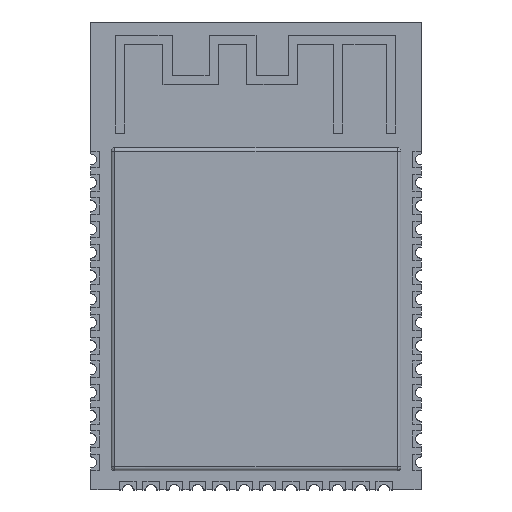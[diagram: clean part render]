
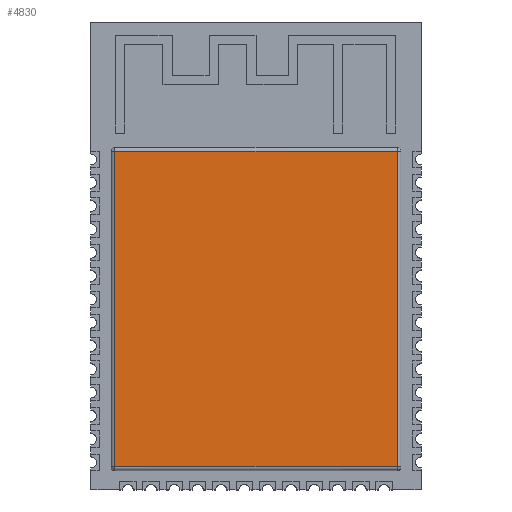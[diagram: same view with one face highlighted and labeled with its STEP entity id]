
A CAD part, top view. The second image highlights one B-rep face of the part: STEP entity #4830.
In plain terms, the highlighted free-form (B-spline) face has degree [1, 1] with [2, 2] control points.
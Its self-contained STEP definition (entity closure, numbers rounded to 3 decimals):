
#4830 = ADVANCED_FACE('',(#4831),#4861,.F.);
#4831 = FACE_BOUND('',#4832,.T.);
#4832 = EDGE_LOOP('',(#4833,#4842,#4849,#4856));
#4833 = ORIENTED_EDGE('',*,*,#4834,.T.);
#4834 = EDGE_CURVE('',#4835,#4837,#4839,.T.);
#4835 = VERTEX_POINT('',#4836);
#4836 = CARTESIAN_POINT('',(-7.7,5.701,3.11));
#4837 = VERTEX_POINT('',#4838);
#4838 = CARTESIAN_POINT('',(-7.7,-11.5,3.11));
#4839 = B_SPLINE_CURVE_WITH_KNOTS('',1,(#4840,#4841),.UNSPECIFIED.,.F.,
  .F.,(2,2),(-5.7,11.5),.PIECEWISE_BEZIER_KNOTS.);
#4840 = CARTESIAN_POINT('',(-7.7,5.701,3.11));
#4841 = CARTESIAN_POINT('',(-7.7,-11.5,3.11));
#4842 = ORIENTED_EDGE('',*,*,#4843,.T.);
#4843 = EDGE_CURVE('',#4837,#4844,#4846,.T.);
#4844 = VERTEX_POINT('',#4845);
#4845 = CARTESIAN_POINT('',(7.7,-11.5,3.11));
#4846 = B_SPLINE_CURVE_WITH_KNOTS('',1,(#4847,#4848),.UNSPECIFIED.,.F.,
  .F.,(2,2),(-7.7,7.7),.PIECEWISE_BEZIER_KNOTS.);
#4847 = CARTESIAN_POINT('',(-7.7,-11.5,3.11));
#4848 = CARTESIAN_POINT('',(7.7,-11.5,3.11));
#4849 = ORIENTED_EDGE('',*,*,#4850,.T.);
#4850 = EDGE_CURVE('',#4844,#4851,#4853,.T.);
#4851 = VERTEX_POINT('',#4852);
#4852 = CARTESIAN_POINT('',(7.7,5.701,3.11));
#4853 = B_SPLINE_CURVE_WITH_KNOTS('',1,(#4854,#4855),.UNSPECIFIED.,.F.,
  .F.,(2,2),(-11.5,5.7),.PIECEWISE_BEZIER_KNOTS.);
#4854 = CARTESIAN_POINT('',(7.7,-11.5,3.11));
#4855 = CARTESIAN_POINT('',(7.7,5.701,3.11));
#4856 = ORIENTED_EDGE('',*,*,#4857,.T.);
#4857 = EDGE_CURVE('',#4851,#4835,#4858,.T.);
#4858 = B_SPLINE_CURVE_WITH_KNOTS('',1,(#4859,#4860),.UNSPECIFIED.,.F.,
  .F.,(2,2),(-7.7,7.7),.PIECEWISE_BEZIER_KNOTS.);
#4859 = CARTESIAN_POINT('',(7.7,5.701,3.11));
#4860 = CARTESIAN_POINT('',(-7.7,5.701,3.11));
#4861 = B_SPLINE_SURFACE_WITH_KNOTS('',1,1,(
    (#4862,#4863)
    ,(#4864,#4865
    )),.UNSPECIFIED.,.F.,.F.,.F.,(2,2),(2,2),(-7.7,7.7),(-11.5,5.7),
  .PIECEWISE_BEZIER_KNOTS.);
#4862 = CARTESIAN_POINT('',(7.7,-11.5,3.11));
#4863 = CARTESIAN_POINT('',(7.7,5.701,3.11));
#4864 = CARTESIAN_POINT('',(-7.7,-11.5,3.11));
#4865 = CARTESIAN_POINT('',(-7.7,5.701,3.11));
